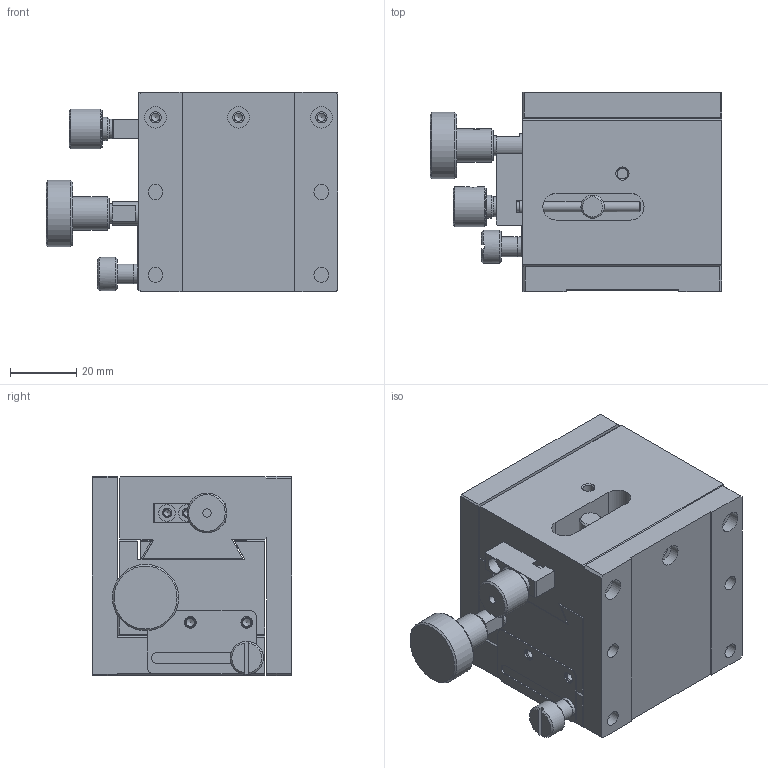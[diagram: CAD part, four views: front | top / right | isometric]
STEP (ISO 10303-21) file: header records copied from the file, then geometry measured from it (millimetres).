
FILE_DESCRIPTION (( 'STEP AP203' ), '1' );
FILE_NAME ('528817.STEP', '2024-10-15T09:03:51', ( 'Windows User' ), ( 'P R C' ), 'SwSTEP 2.0', 'SolidWorks 2020', '' );
FILE_SCHEMA (( 'CONFIG_CONTROL_DESIGN' ));
Length unit declared in the file: millimetre
Products named in the file (1): 528817
Bounding box: 88 x 60 x 60 mm (x, y, z)
Surface area: 58202.4 mm2 (no closed solid volume)
Topology: 0 solids, 6 shells, 340 faces, 839 edges, 546 vertices
Faces by surface type: plane 193, cylinder 90, cone 56, torus 1
Full cylindrical faces by diameter (mm): 2.013 x3, 2.459 x14, 2.5 x1, 2.8 x2, 2.85 x1, 3 x3, 3.2 x1, 3.242 x9, 3.4 x5, 3.5 x4, 4 x2, 4.5 x4, 5 x2, 6 x6, 6.5 x5, 6.9 x1, 7 x2, 7.2 x2, 8 x4, 10 x3, 11.972 x1, 20 x1
Entity records: 10074 total; most frequent: CARTESIAN_POINT 2621, DIRECTION 1542, ORIENTED_EDGE 1298, EDGE_CURVE 652, AXIS2_PLACEMENT_3D 560, EDGE_LOOP 535, VERTEX_POINT 491, LINE 422
